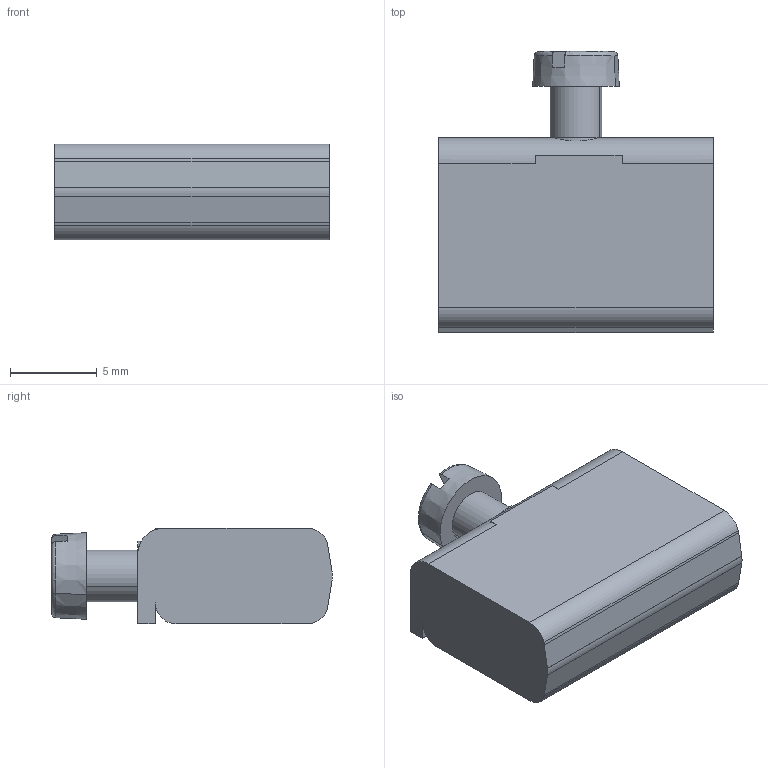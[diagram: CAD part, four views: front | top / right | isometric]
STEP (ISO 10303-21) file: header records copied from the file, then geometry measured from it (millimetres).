
FILE_DESCRIPTION (( 'STEP AP214' ), '1' );
FILE_NAME ('525361_BK 4.STP', '2013-11-14T10:24:19', ( 'arge' ), ( 'Microsoft' ), 'SwSTEP 2.0', 'SolidWorks 2013', '' );
FILE_SCHEMA (( 'AUTOMOTIVE_DESIGN' ));
Length unit declared in the file: millimetre
Products named in the file (1): 525361_BK 4
Bounding box: 15.8 x 16.16 x 5.5 mm (x, y, z)
Volume: 990.6 mm3; surface area: 730.8 mm2
Topology: 1 solids, 1 shells, 36 faces, 95 edges, 63 vertices
Faces by surface type: plane 19, cylinder 12, torus 3, cone 2
Entity records: 1588 total; most frequent: CARTESIAN_POINT 254, DIRECTION 197, ORIENTED_EDGE 190, EDGE_CURVE 95, AXIS2_PLACEMENT_3D 74, VERTEX_POINT 63, VECTOR 49, LINE 49
